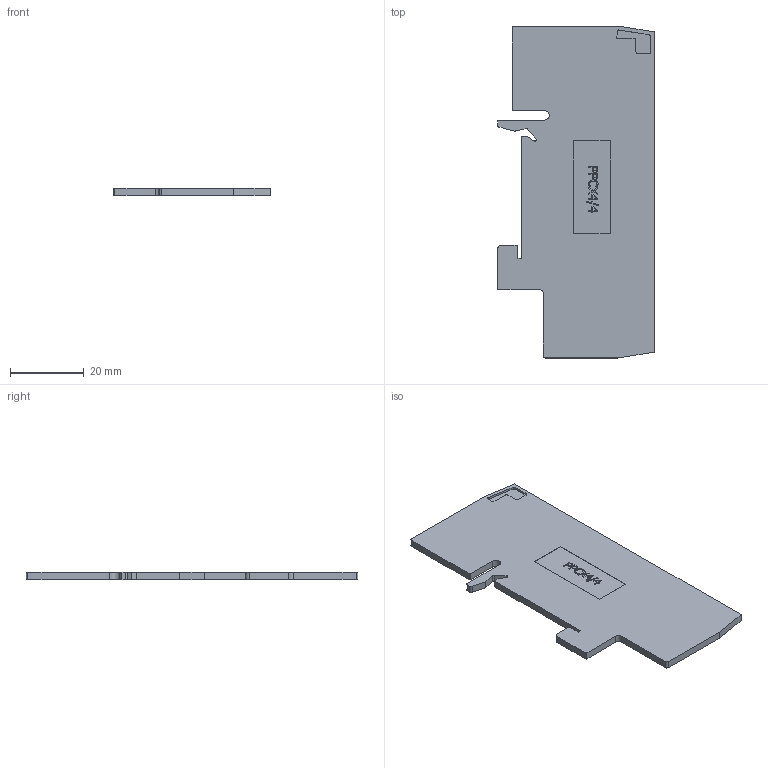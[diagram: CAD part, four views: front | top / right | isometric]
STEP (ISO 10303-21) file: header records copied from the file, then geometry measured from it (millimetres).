
FILE_DESCRIPTION(/* description */ (''),/* implementation_level */ '2;1');
FILE_NAME(/* name */ 'PPCX4_4.stp',/* time_stamp */ '2016-08-16T10:27:36-04:00',/* author */ ('CAD Station'),/* organization */ (''),/* preprocessor_version */ 'ST-DEVELOPER v16.1',/* originating_system */ 'Autodesk Inventor 2016',/* authorisation */ '');
FILE_SCHEMA (('AUTOMOTIVE_DESIGN { 1 0 10303 214 3 1 1 }'));
Length unit declared in the file: millimetre
Products named in the file (1): PPCX4_4
Bounding box: 42.5 x 90 x 2 mm (x, y, z)
Volume: 5632.4 mm3; surface area: 7425.4 mm2
Topology: 1 solids, 1 shells, 292 faces, 798 edges, 532 vertices
Faces by surface type: plane 194, cylinder 66, bspline 32
Entity records: 9390 total; most frequent: CARTESIAN_POINT 2039, ORIENTED_EDGE 1596, DIRECTION 1388, EDGE_CURVE 798, LINE 602, VECTOR 602, VERTEX_POINT 532, AXIS2_PLACEMENT_3D 393
